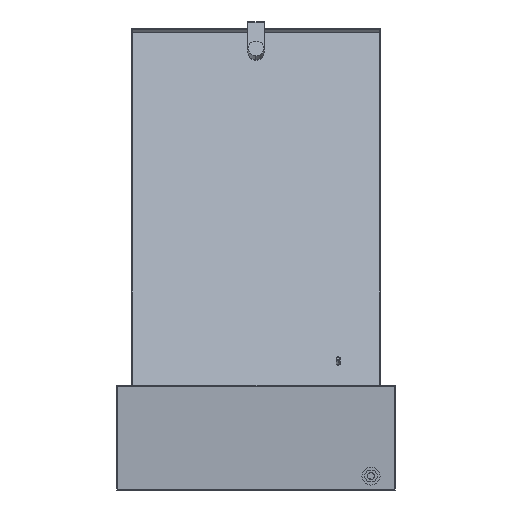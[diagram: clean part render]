
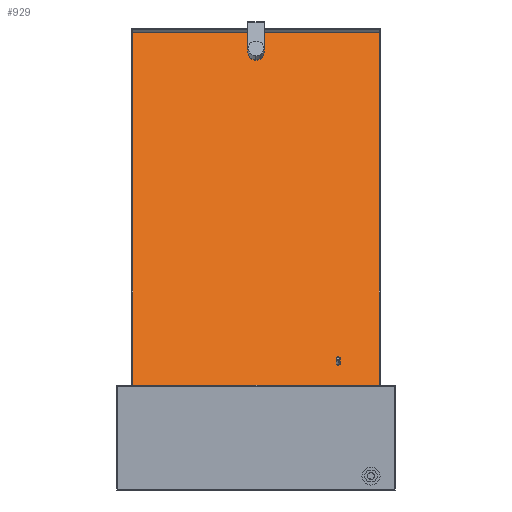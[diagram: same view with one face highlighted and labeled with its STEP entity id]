
A CAD part, left-side view. The second image highlights one B-rep face of the part: STEP entity #929.
In plain terms, the highlighted face is planar.
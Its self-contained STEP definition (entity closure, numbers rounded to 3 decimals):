
#119 = VECTOR ( 'NONE', #3564, 1000. ) ;
#127 = EDGE_CURVE ( 'NONE', #2641, #3079, #4348, .T. ) ;
#187 = EDGE_CURVE ( 'NONE', #1542, #3759, #902, .T. ) ;
#480 = EDGE_CURVE ( 'NONE', #3079, #2641, #1661, .T. ) ;
#501 = FACE_BOUND ( 'NONE', #2917, .T. ) ;
#502 = DIRECTION ( 'NONE',  ( 1., 0., 0. ) ) ;
#614 = DIRECTION ( 'NONE',  ( 1., 0., 0. ) ) ;
#691 = CARTESIAN_POINT ( 'NONE',  ( -247., 0., -1. ) ) ;
#847 = FACE_BOUND ( 'NONE', #3925, .T. ) ;
#864 = LINE ( 'NONE', #3132, #4143 ) ;
#887 = VECTOR ( 'NONE', #4595, 1000. ) ;
#902 = LINE ( 'NONE', #1451, #119 ) ;
#924 = DIRECTION ( 'NONE',  ( 0., 0., -1. ) ) ;
#929 = ADVANCED_FACE ( 'NONE', ( #847, #1543, #501 ), #1832, .F. ) ;
#1079 = DIRECTION ( 'NONE',  ( 0., 0., 1. ) ) ;
#1165 = CARTESIAN_POINT ( 'NONE',  ( 231., -118., -1. ) ) ;
#1299 = VECTOR ( 'NONE', #614, 1000. ) ;
#1399 = EDGE_CURVE ( 'NONE', #4069, #1542, #4549, .T. ) ;
#1408 = CARTESIAN_POINT ( 'NONE',  ( -247., 0., -1. ) ) ;
#1412 = DIRECTION ( 'NONE',  ( 0., -1., 0. ) ) ;
#1451 = CARTESIAN_POINT ( 'NONE',  ( 0., 177., -1. ) ) ;
#1542 = VERTEX_POINT ( 'NONE', #3971 ) ;
#1543 = FACE_OUTER_BOUND ( 'NONE', #2610, .T. ) ;
#1643 = ORIENTED_EDGE ( 'NONE', *, *, #3840, .F. ) ;
#1661 = CIRCLE ( 'NONE', #4306, 3. ) ;
#1737 = DIRECTION ( 'NONE',  ( 0., 0., 1. ) ) ;
#1784 = DIRECTION ( 'NONE',  ( 1., 0., 0. ) ) ;
#1832 = PLANE ( 'NONE',  #2826 ) ;
#2069 = DIRECTION ( 'NONE',  ( 1., 0., 0. ) ) ;
#2096 = VERTEX_POINT ( 'NONE', #2223 ) ;
#2107 = ORIENTED_EDGE ( 'NONE', *, *, #187, .F. ) ;
#2175 = CIRCLE ( 'NONE', #4226, 11.5 ) ;
#2223 = CARTESIAN_POINT ( 'NONE',  ( -258.5, 0., -1. ) ) ;
#2226 = LINE ( 'NONE', #4183, #1299 ) ;
#2250 = CARTESIAN_POINT ( 'NONE',  ( -277., -177., -1. ) ) ;
#2441 = EDGE_CURVE ( 'NONE', #3707, #4069, #2226, .T. ) ;
#2569 = CARTESIAN_POINT ( 'NONE',  ( 277., -177., -1. ) ) ;
#2610 = EDGE_LOOP ( 'NONE', ( #1643, #2107, #2960, #3443 ) ) ;
#2636 = CARTESIAN_POINT ( 'NONE',  ( -235.5, 0., -1. ) ) ;
#2641 = VERTEX_POINT ( 'NONE', #1165 ) ;
#2673 = CARTESIAN_POINT ( 'NONE',  ( -277., 177., -1. ) ) ;
#2687 = ORIENTED_EDGE ( 'NONE', *, *, #480, .F. ) ;
#2760 = AXIS2_PLACEMENT_3D ( 'NONE', #4240, #4557, #3894 ) ;
#2774 = EDGE_CURVE ( 'NONE', #3109, #2096, #2175, .T. ) ;
#2815 = CARTESIAN_POINT ( 'NONE',  ( 277., 0., -1. ) ) ;
#2826 = AXIS2_PLACEMENT_3D ( 'NONE', #4321, #3204, #1784 ) ;
#2917 = EDGE_LOOP ( 'NONE', ( #4124, #2687 ) ) ;
#2942 = CIRCLE ( 'NONE', #3106, 11.5 ) ;
#2960 = ORIENTED_EDGE ( 'NONE', *, *, #1399, .F. ) ;
#3079 = VERTEX_POINT ( 'NONE', #3972 ) ;
#3106 = AXIS2_PLACEMENT_3D ( 'NONE', #1408, #1079, #2069 ) ;
#3109 = VERTEX_POINT ( 'NONE', #2636 ) ;
#3132 = CARTESIAN_POINT ( 'NONE',  ( -277., 0., -1. ) ) ;
#3204 = DIRECTION ( 'NONE',  ( 0., 0., 1. ) ) ;
#3340 = ORIENTED_EDGE ( 'NONE', *, *, #2774, .T. ) ;
#3377 = CARTESIAN_POINT ( 'NONE',  ( 228., -118., -1. ) ) ;
#3443 = ORIENTED_EDGE ( 'NONE', *, *, #2441, .F. ) ;
#3564 = DIRECTION ( 'NONE',  ( -1., 0., 0. ) ) ;
#3707 = VERTEX_POINT ( 'NONE', #2250 ) ;
#3759 = VERTEX_POINT ( 'NONE', #2673 ) ;
#3826 = ORIENTED_EDGE ( 'NONE', *, *, #4345, .T. ) ;
#3840 = EDGE_CURVE ( 'NONE', #3759, #3707, #864, .T. ) ;
#3894 = DIRECTION ( 'NONE',  ( 1., 0., 0. ) ) ;
#3925 = EDGE_LOOP ( 'NONE', ( #3340, #3826 ) ) ;
#3971 = CARTESIAN_POINT ( 'NONE',  ( 277., 177., -1. ) ) ;
#3972 = CARTESIAN_POINT ( 'NONE',  ( 225., -118., -1. ) ) ;
#4069 = VERTEX_POINT ( 'NONE', #2569 ) ;
#4124 = ORIENTED_EDGE ( 'NONE', *, *, #127, .F. ) ;
#4143 = VECTOR ( 'NONE', #1412, 1000. ) ;
#4183 = CARTESIAN_POINT ( 'NONE',  ( 0., -177., -1. ) ) ;
#4196 = DIRECTION ( 'NONE',  ( 1., 0., 0. ) ) ;
#4226 = AXIS2_PLACEMENT_3D ( 'NONE', #691, #1737, #4196 ) ;
#4240 = CARTESIAN_POINT ( 'NONE',  ( 228., -118., -1. ) ) ;
#4306 = AXIS2_PLACEMENT_3D ( 'NONE', #3377, #924, #502 ) ;
#4321 = CARTESIAN_POINT ( 'NONE',  ( 0., 0., -1. ) ) ;
#4345 = EDGE_CURVE ( 'NONE', #2096, #3109, #2942, .T. ) ;
#4348 = CIRCLE ( 'NONE', #2760, 3. ) ;
#4549 = LINE ( 'NONE', #2815, #887 ) ;
#4557 = DIRECTION ( 'NONE',  ( 0., 0., -1. ) ) ;
#4595 = DIRECTION ( 'NONE',  ( 0., 1., 0. ) ) ;
